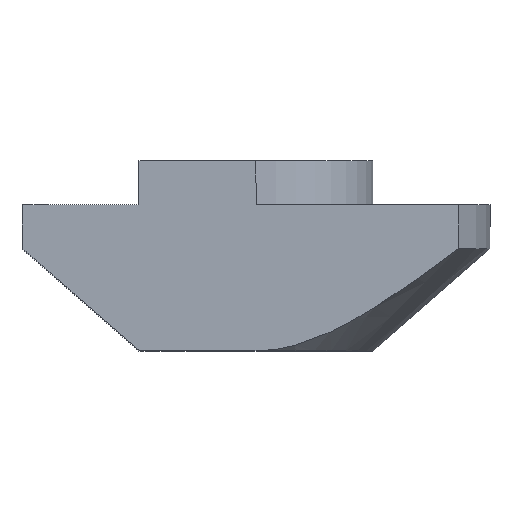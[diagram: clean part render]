
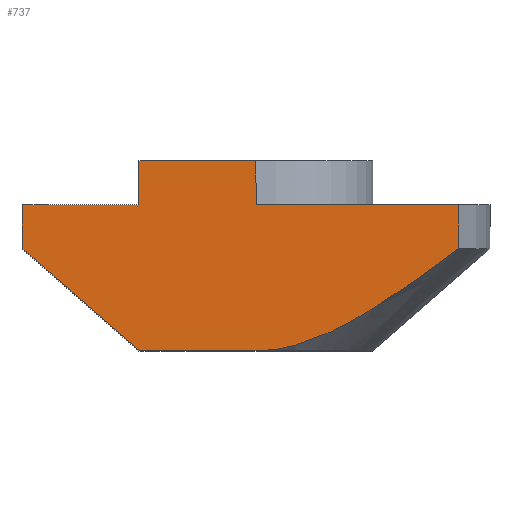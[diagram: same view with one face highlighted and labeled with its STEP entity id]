
A CAD part, top view. The second image highlights one B-rep face of the part: STEP entity #737.
In plain terms, the highlighted planar face has unit normal (0, 0, 1).
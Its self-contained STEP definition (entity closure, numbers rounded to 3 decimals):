
#19 = EDGE_CURVE ( 'NONE', #205, #379, #75, .T. ) ;
#25 = FACE_OUTER_BOUND ( 'NONE', #532, .T. ) ;
#28 = B_SPLINE_CURVE_WITH_KNOTS ( 'NONE', 3,
 ( #668, #354, #554, #36, #44, #295, #545, #494, #234, #170, #427, #740 ),
 .UNSPECIFIED., .F., .F.,
 ( 4, 2, 2, 2, 2, 4 ),
 ( 0.01, 0.012, 0.014, 0.016, 0.017, 0.018 ),
 .UNSPECIFIED. ) ;
#36 = CARTESIAN_POINT ( 'NONE',  ( 4.797, -4.542, 4. ) ) ;
#41 = VECTOR ( 'NONE', #168, 1000. ) ;
#44 = CARTESIAN_POINT ( 'NONE',  ( 4.248, -4.907, 4. ) ) ;
#46 = VERTEX_POINT ( 'NONE', #249 ) ;
#75 = LINE ( 'NONE', #76, #41 ) ;
#76 = CARTESIAN_POINT ( 'NONE',  ( 0., -7.157, 4. ) ) ;
#106 = EDGE_CURVE ( 'NONE', #379, #469, #811, .T. ) ;
#111 = VECTOR ( 'NONE', #253, 1000. ) ;
#131 = DIRECTION ( 'NONE',  ( 0., -1., 0. ) ) ;
#159 = DIRECTION ( 'NONE',  ( -0.753, 0.659, 0. ) ) ;
#160 = ORIENTED_EDGE ( 'NONE', *, *, #384, .T. ) ;
#168 = DIRECTION ( 'NONE',  ( 0., 1., 0. ) ) ;
#170 = CARTESIAN_POINT ( 'NONE',  ( 0.656, -6.464, 4. ) ) ;
#175 = ORIENTED_EDGE ( 'NONE', *, *, #746, .T. ) ;
#188 = VERTEX_POINT ( 'NONE', #781 ) ;
#190 = ORIENTED_EDGE ( 'NONE', *, *, #407, .F. ) ;
#197 = AXIS2_PLACEMENT_3D ( 'NONE', #455, #272, #526 ) ;
#198 = DIRECTION ( 'NONE',  ( -1., 0., 0. ) ) ;
#205 = VERTEX_POINT ( 'NONE', #473 ) ;
#214 = VERTEX_POINT ( 'NONE', #711 ) ;
#216 = VERTEX_POINT ( 'NONE', #659 ) ;
#218 = DIRECTION ( 'NONE',  ( 0., 1., 0. ) ) ;
#231 = ORIENTED_EDGE ( 'NONE', *, *, #621, .T. ) ;
#234 = CARTESIAN_POINT ( 'NONE',  ( 1.311, -6.327, 4. ) ) ;
#248 = VERTEX_POINT ( 'NONE', #598 ) ;
#249 = CARTESIAN_POINT ( 'NONE',  ( -4., -6.5, 4. ) ) ;
#253 = DIRECTION ( 'NONE',  ( -1., 0., 0. ) ) ;
#260 = CARTESIAN_POINT ( 'NONE',  ( -4., 0., 4. ) ) ;
#272 = DIRECTION ( 'NONE',  ( 0., 0., -1. ) ) ;
#289 = VECTOR ( 'NONE', #658, 1000. ) ;
#295 = CARTESIAN_POINT ( 'NONE',  ( 3.12, -5.576, 4. ) ) ;
#312 = LINE ( 'NONE', #814, #111 ) ;
#329 = ORIENTED_EDGE ( 'NONE', *, *, #568, .T. ) ;
#330 = DIRECTION ( 'NONE',  ( 1., 0., 0. ) ) ;
#344 = ORIENTED_EDGE ( 'NONE', *, *, #627, .T. ) ;
#346 = LINE ( 'NONE', #491, #537 ) ;
#348 = CARTESIAN_POINT ( 'NONE',  ( -4., 0., 4. ) ) ;
#354 = CARTESIAN_POINT ( 'NONE',  ( 6.404, -3.397, 4. ) ) ;
#373 = ORIENTED_EDGE ( 'NONE', *, *, #106, .T. ) ;
#379 = VERTEX_POINT ( 'NONE', #484 ) ;
#384 = EDGE_CURVE ( 'NONE', #469, #728, #557, .T. ) ;
#407 = EDGE_CURVE ( 'NONE', #680, #188, #28, .T. ) ;
#409 = LINE ( 'NONE', #580, #770 ) ;
#427 = CARTESIAN_POINT ( 'NONE',  ( 0.328, -6.5, 4. ) ) ;
#455 = CARTESIAN_POINT ( 'NONE',  ( 0., 0., 4. ) ) ;
#458 = LINE ( 'NONE', #775, #799 ) ;
#461 = LINE ( 'NONE', #761, #701 ) ;
#469 = VERTEX_POINT ( 'NONE', #260 ) ;
#473 = CARTESIAN_POINT ( 'NONE',  ( 0., -1.5, 4. ) ) ;
#484 = CARTESIAN_POINT ( 'NONE',  ( 0., 0., 4. ) ) ;
#491 = CARTESIAN_POINT ( 'NONE',  ( -4., -6.5, 4. ) ) ;
#494 = CARTESIAN_POINT ( 'NONE',  ( 1.626, -6.23, 4. ) ) ;
#505 = CARTESIAN_POINT ( 'NONE',  ( 4., 0., 4. ) ) ;
#514 = PLANE ( 'NONE',  #197 ) ;
#526 = DIRECTION ( 'NONE',  ( -1., 0., 0. ) ) ;
#532 = EDGE_LOOP ( 'NONE', ( #607, #344, #190, #175, #653, #778, #373, #160, #329, #231 ) ) ;
#535 = VECTOR ( 'NONE', #198, 1000. ) ;
#537 = VECTOR ( 'NONE', #159, 1000. ) ;
#545 = CARTESIAN_POINT ( 'NONE',  ( 2.543, -5.881, 4. ) ) ;
#554 = CARTESIAN_POINT ( 'NONE',  ( 5.875, -3.788, 4. ) ) ;
#557 = LINE ( 'NONE', #348, #641 ) ;
#568 = EDGE_CURVE ( 'NONE', #728, #214, #312, .T. ) ;
#580 = CARTESIAN_POINT ( 'NONE',  ( -8., -1.5, 4. ) ) ;
#596 = CARTESIAN_POINT ( 'NONE',  ( -4., -1.5, 4. ) ) ;
#598 = CARTESIAN_POINT ( 'NONE',  ( -8., -3., 4. ) ) ;
#607 = ORIENTED_EDGE ( 'NONE', *, *, #807, .F. ) ;
#621 = EDGE_CURVE ( 'NONE', #214, #248, #409, .T. ) ;
#627 = EDGE_CURVE ( 'NONE', #46, #188, #461, .T. ) ;
#641 = VECTOR ( 'NONE', #798, 1000. ) ;
#646 = EDGE_CURVE ( 'NONE', #216, #205, #697, .T. ) ;
#653 = ORIENTED_EDGE ( 'NONE', *, *, #646, .T. ) ;
#658 = DIRECTION ( 'NONE',  ( -1., 0., 0. ) ) ;
#659 = CARTESIAN_POINT ( 'NONE',  ( 6.928, -1.5, 4. ) ) ;
#668 = CARTESIAN_POINT ( 'NONE',  ( 6.928, -3., 4. ) ) ;
#680 = VERTEX_POINT ( 'NONE', #764 ) ;
#697 = LINE ( 'NONE', #702, #289 ) ;
#701 = VECTOR ( 'NONE', #330, 1000. ) ;
#702 = CARTESIAN_POINT ( 'NONE',  ( 4., -1.5, 4. ) ) ;
#711 = CARTESIAN_POINT ( 'NONE',  ( -8., -1.5, 4. ) ) ;
#728 = VERTEX_POINT ( 'NONE', #596 ) ;
#737 = ADVANCED_FACE ( 'NONE', ( #25 ), #514, .F. ) ;
#740 = CARTESIAN_POINT ( 'NONE',  ( 0., -6.5, 4. ) ) ;
#746 = EDGE_CURVE ( 'NONE', #680, #216, #458, .T. ) ;
#761 = CARTESIAN_POINT ( 'NONE',  ( -8., -6.5, 4. ) ) ;
#764 = CARTESIAN_POINT ( 'NONE',  ( 6.928, -3., 4. ) ) ;
#770 = VECTOR ( 'NONE', #131, 1000. ) ;
#775 = CARTESIAN_POINT ( 'NONE',  ( 6.928, -6.5, 4. ) ) ;
#778 = ORIENTED_EDGE ( 'NONE', *, *, #19, .T. ) ;
#781 = CARTESIAN_POINT ( 'NONE',  ( 0., -6.5, 4. ) ) ;
#798 = DIRECTION ( 'NONE',  ( 0., -1., 0. ) ) ;
#799 = VECTOR ( 'NONE', #218, 1000. ) ;
#807 = EDGE_CURVE ( 'NONE', #46, #248, #346, .T. ) ;
#811 = LINE ( 'NONE', #505, #535 ) ;
#814 = CARTESIAN_POINT ( 'NONE',  ( -4., -1.5, 4. ) ) ;
